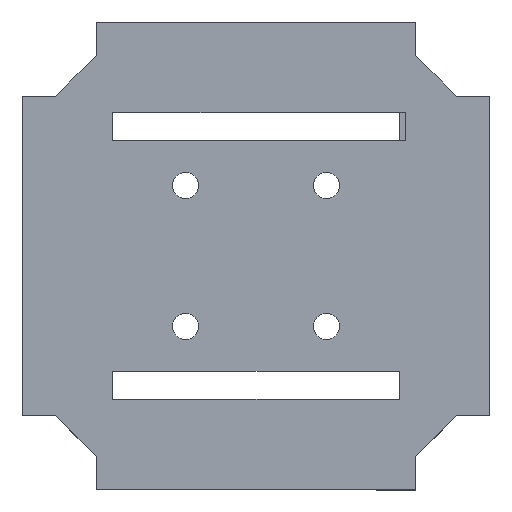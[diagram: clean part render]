
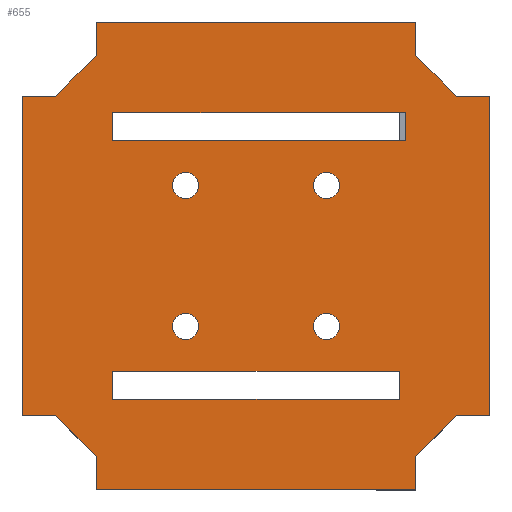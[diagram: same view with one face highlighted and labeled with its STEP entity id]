
A CAD part, top view. The second image highlights one B-rep face of the part: STEP entity #655.
In plain terms, the highlighted planar face has unit normal (0, 0, 1).
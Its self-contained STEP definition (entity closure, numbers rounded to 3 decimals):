
#19=FACE_BOUND('',#118,.T.);
#20=FACE_BOUND('',#119,.T.);
#21=FACE_BOUND('',#120,.T.);
#22=FACE_BOUND('',#121,.T.);
#23=FACE_BOUND('',#122,.T.);
#24=FACE_BOUND('',#123,.T.);
#51=PLANE('',#714);
#82=FACE_OUTER_BOUND('',#117,.T.);
#117=EDGE_LOOP('',(#574,#575,#576,#577,#578,#579,#580,#581,#582,#583,#584,
#585,#586,#587,#588,#589));
#118=EDGE_LOOP('',(#590));
#119=EDGE_LOOP('',(#591));
#120=EDGE_LOOP('',(#592));
#121=EDGE_LOOP('',(#593));
#122=EDGE_LOOP('',(#594,#595,#596,#597));
#123=EDGE_LOOP('',(#598,#599,#600,#601));
#130=LINE('',#905,#211);
#134=LINE('',#914,#215);
#138=LINE('',#922,#219);
#148=LINE('',#941,#229);
#152=LINE('',#948,#233);
#155=LINE('',#954,#236);
#156=LINE('',#955,#237);
#158=LINE('',#958,#239);
#159=LINE('',#962,#240);
#163=LINE('',#970,#244);
#166=LINE('',#976,#247);
#169=LINE('',#983,#250);
#173=LINE('',#991,#254);
#176=LINE('',#997,#257);
#179=LINE('',#1004,#260);
#183=LINE('',#1012,#264);
#186=LINE('',#1018,#267);
#189=LINE('',#1025,#270);
#193=LINE('',#1033,#274);
#196=LINE('',#1039,#277);
#199=LINE('',#1044,#280);
#201=LINE('',#1047,#282);
#203=LINE('',#1050,#284);
#205=LINE('',#1053,#286);
#211=VECTOR('',#748,10.);
#215=VECTOR('',#754,10.);
#219=VECTOR('',#760,10.);
#229=VECTOR('',#776,10.);
#233=VECTOR('',#782,10.);
#236=VECTOR('',#787,10.);
#237=VECTOR('',#788,10.);
#239=VECTOR('',#792,10.);
#240=VECTOR('',#795,10.);
#244=VECTOR('',#801,10.);
#247=VECTOR('',#806,10.);
#250=VECTOR('',#811,10.);
#254=VECTOR('',#817,10.);
#257=VECTOR('',#822,10.);
#260=VECTOR('',#827,10.);
#264=VECTOR('',#833,10.);
#267=VECTOR('',#838,10.);
#270=VECTOR('',#843,10.);
#274=VECTOR('',#849,10.);
#277=VECTOR('',#854,10.);
#280=VECTOR('',#859,10.);
#282=VECTOR('',#863,10.);
#284=VECTOR('',#867,10.);
#286=VECTOR('',#871,10.);
#289=CIRCLE('',#679,1.4);
#291=CIRCLE('',#682,1.4);
#293=CIRCLE('',#685,1.4);
#295=CIRCLE('',#688,1.4);
#297=VERTEX_POINT('',#881);
#299=VERTEX_POINT('',#887);
#301=VERTEX_POINT('',#893);
#303=VERTEX_POINT('',#899);
#304=VERTEX_POINT('',#903);
#305=VERTEX_POINT('',#904);
#308=VERTEX_POINT('',#912);
#309=VERTEX_POINT('',#913);
#312=VERTEX_POINT('',#921);
#318=VERTEX_POINT('',#939);
#320=VERTEX_POINT('',#946);
#322=VERTEX_POINT('',#952);
#323=VERTEX_POINT('',#960);
#324=VERTEX_POINT('',#961);
#327=VERTEX_POINT('',#969);
#329=VERTEX_POINT('',#975);
#331=VERTEX_POINT('',#981);
#332=VERTEX_POINT('',#982);
#335=VERTEX_POINT('',#990);
#337=VERTEX_POINT('',#996);
#339=VERTEX_POINT('',#1002);
#340=VERTEX_POINT('',#1003);
#343=VERTEX_POINT('',#1011);
#345=VERTEX_POINT('',#1017);
#347=VERTEX_POINT('',#1023);
#348=VERTEX_POINT('',#1024);
#351=VERTEX_POINT('',#1032);
#353=VERTEX_POINT('',#1038);
#357=EDGE_CURVE('',#297,#297,#289,.T.);
#360=EDGE_CURVE('',#299,#299,#291,.T.);
#363=EDGE_CURVE('',#301,#301,#293,.T.);
#366=EDGE_CURVE('',#303,#303,#295,.T.);
#367=EDGE_CURVE('',#304,#305,#130,.T.);
#371=EDGE_CURVE('',#308,#309,#134,.T.);
#375=EDGE_CURVE('',#309,#312,#138,.T.);
#385=EDGE_CURVE('',#305,#318,#148,.T.);
#389=EDGE_CURVE('',#318,#320,#152,.T.);
#392=EDGE_CURVE('',#312,#322,#155,.T.);
#393=EDGE_CURVE('',#320,#304,#156,.T.);
#395=EDGE_CURVE('',#322,#308,#158,.T.);
#396=EDGE_CURVE('',#323,#324,#159,.T.);
#400=EDGE_CURVE('',#324,#327,#163,.T.);
#403=EDGE_CURVE('',#327,#329,#166,.T.);
#406=EDGE_CURVE('',#331,#332,#169,.T.);
#410=EDGE_CURVE('',#335,#331,#173,.T.);
#413=EDGE_CURVE('',#337,#335,#176,.T.);
#416=EDGE_CURVE('',#339,#340,#179,.T.);
#420=EDGE_CURVE('',#340,#343,#183,.T.);
#423=EDGE_CURVE('',#343,#345,#186,.T.);
#426=EDGE_CURVE('',#347,#348,#189,.T.);
#430=EDGE_CURVE('',#351,#347,#193,.T.);
#433=EDGE_CURVE('',#348,#353,#196,.T.);
#436=EDGE_CURVE('',#329,#351,#199,.T.);
#438=EDGE_CURVE('',#332,#323,#201,.T.);
#440=EDGE_CURVE('',#353,#339,#203,.T.);
#442=EDGE_CURVE('',#345,#337,#205,.T.);
#574=ORIENTED_EDGE('',*,*,#436,.F.);
#575=ORIENTED_EDGE('',*,*,#403,.F.);
#576=ORIENTED_EDGE('',*,*,#400,.F.);
#577=ORIENTED_EDGE('',*,*,#396,.F.);
#578=ORIENTED_EDGE('',*,*,#438,.F.);
#579=ORIENTED_EDGE('',*,*,#406,.F.);
#580=ORIENTED_EDGE('',*,*,#410,.F.);
#581=ORIENTED_EDGE('',*,*,#413,.F.);
#582=ORIENTED_EDGE('',*,*,#442,.F.);
#583=ORIENTED_EDGE('',*,*,#423,.F.);
#584=ORIENTED_EDGE('',*,*,#420,.F.);
#585=ORIENTED_EDGE('',*,*,#416,.F.);
#586=ORIENTED_EDGE('',*,*,#440,.F.);
#587=ORIENTED_EDGE('',*,*,#433,.F.);
#588=ORIENTED_EDGE('',*,*,#426,.F.);
#589=ORIENTED_EDGE('',*,*,#430,.F.);
#590=ORIENTED_EDGE('',*,*,#357,.T.);
#591=ORIENTED_EDGE('',*,*,#360,.T.);
#592=ORIENTED_EDGE('',*,*,#363,.T.);
#593=ORIENTED_EDGE('',*,*,#366,.T.);
#594=ORIENTED_EDGE('',*,*,#393,.T.);
#595=ORIENTED_EDGE('',*,*,#367,.T.);
#596=ORIENTED_EDGE('',*,*,#385,.T.);
#597=ORIENTED_EDGE('',*,*,#389,.T.);
#598=ORIENTED_EDGE('',*,*,#371,.T.);
#599=ORIENTED_EDGE('',*,*,#375,.T.);
#600=ORIENTED_EDGE('',*,*,#392,.T.);
#601=ORIENTED_EDGE('',*,*,#395,.T.);
#655=ADVANCED_FACE('',(#82,#19,#20,#21,#22,#23,#24),#51,.T.);
#679=AXIS2_PLACEMENT_3D('',#883,#723,#724);
#682=AXIS2_PLACEMENT_3D('',#889,#730,#731);
#685=AXIS2_PLACEMENT_3D('',#895,#737,#738);
#688=AXIS2_PLACEMENT_3D('',#901,#744,#745);
#714=AXIS2_PLACEMENT_3D('',#1055,#873,#874);
#723=DIRECTION('center_axis',(0.,0.,-1.));
#724=DIRECTION('ref_axis',(-1.,0.,0.));
#730=DIRECTION('center_axis',(0.,0.,-1.));
#731=DIRECTION('ref_axis',(-1.,0.,0.));
#737=DIRECTION('center_axis',(0.,0.,-1.));
#738=DIRECTION('ref_axis',(-1.,0.,0.));
#744=DIRECTION('center_axis',(0.,0.,-1.));
#745=DIRECTION('ref_axis',(-1.,0.,0.));
#748=DIRECTION('',(1.,0.,0.));
#754=DIRECTION('',(0.,-1.,0.));
#760=DIRECTION('',(-1.,0.,0.));
#776=DIRECTION('',(0.,-1.,0.));
#782=DIRECTION('',(-1.,0.,0.));
#787=DIRECTION('',(0.,1.,0.));
#788=DIRECTION('',(0.,1.,0.));
#792=DIRECTION('',(1.,0.,0.));
#795=DIRECTION('',(0.,-1.,0.));
#801=DIRECTION('',(0.707,-0.707,0.));
#806=DIRECTION('',(1.,0.,0.));
#811=DIRECTION('',(0.,1.,0.));
#817=DIRECTION('',(0.707,0.707,0.));
#822=DIRECTION('',(1.,0.,0.));
#827=DIRECTION('',(0.,1.,0.));
#833=DIRECTION('',(-0.707,0.707,0.));
#838=DIRECTION('',(-1.,0.,0.));
#843=DIRECTION('',(-0.707,-0.707,0.));
#849=DIRECTION('',(-1.,0.,0.));
#854=DIRECTION('',(0.,-1.,0.));
#859=DIRECTION('',(0.,-1.,0.));
#863=DIRECTION('',(1.,0.,0.));
#867=DIRECTION('',(-1.,0.,0.));
#871=DIRECTION('',(0.,1.,0.));
#873=DIRECTION('center_axis',(0.,0.,1.));
#874=DIRECTION('ref_axis',(1.,0.,0.));
#881=CARTESIAN_POINT('',(-27.03,28.43,18.));
#883=CARTESIAN_POINT('Origin',(-28.43,28.43,18.));
#887=CARTESIAN_POINT('',(-12.03,13.43,18.));
#889=CARTESIAN_POINT('Origin',(-13.43,13.43,18.));
#893=CARTESIAN_POINT('',(-12.03,28.43,18.));
#895=CARTESIAN_POINT('Origin',(-13.43,28.43,18.));
#899=CARTESIAN_POINT('',(-27.03,13.43,18.));
#901=CARTESIAN_POINT('Origin',(-28.43,13.43,18.));
#903=CARTESIAN_POINT('',(-36.18,8.68,18.));
#904=CARTESIAN_POINT('',(-5.68,8.68,18.));
#905=CARTESIAN_POINT('',(-13.241,8.68,18.));
#912=CARTESIAN_POINT('',(-5.003,36.18,18.));
#913=CARTESIAN_POINT('',(-5.003,33.18,18.));
#914=CARTESIAN_POINT('',(-5.003,27.055,18.));
#921=CARTESIAN_POINT('',(-36.18,33.18,18.));
#922=CARTESIAN_POINT('',(-28.491,33.18,18.));
#939=CARTESIAN_POINT('',(-5.68,5.68,18.));
#941=CARTESIAN_POINT('',(-5.68,13.305,18.));
#946=CARTESIAN_POINT('',(-36.18,5.68,18.));
#948=CARTESIAN_POINT('',(-28.491,5.68,18.));
#952=CARTESIAN_POINT('',(-36.18,36.18,18.));
#954=CARTESIAN_POINT('',(-36.18,28.555,18.));
#955=CARTESIAN_POINT('',(-36.18,14.805,18.));
#958=CARTESIAN_POINT('',(-12.902,36.18,18.));
#960=CARTESIAN_POINT('',(-3.93,45.83,18.));
#961=CARTESIAN_POINT('',(-3.93,42.255,18.));
#962=CARTESIAN_POINT('',(-3.93,31.593,18.));
#969=CARTESIAN_POINT('',(0.395,37.93,18.));
#970=CARTESIAN_POINT('',(-0.686,39.011,18.));
#975=CARTESIAN_POINT('',(3.97,37.93,18.));
#976=CARTESIAN_POINT('',(-8.48,37.93,18.));
#981=CARTESIAN_POINT('',(-37.93,42.255,18.));
#982=CARTESIAN_POINT('',(-37.93,45.83,18.));
#983=CARTESIAN_POINT('',(-37.93,33.38,18.));
#990=CARTESIAN_POINT('',(-42.255,37.93,18.));
#991=CARTESIAN_POINT('',(-39.011,41.174,18.));
#996=CARTESIAN_POINT('',(-45.83,37.93,18.));
#997=CARTESIAN_POINT('',(-31.593,37.93,18.));
#1002=CARTESIAN_POINT('',(-37.93,-3.97,18.));
#1003=CARTESIAN_POINT('',(-37.93,-0.395,18.));
#1004=CARTESIAN_POINT('',(-37.93,10.267,18.));
#1011=CARTESIAN_POINT('',(-42.255,3.93,18.));
#1012=CARTESIAN_POINT('',(-41.174,2.849,18.));
#1017=CARTESIAN_POINT('',(-45.83,3.93,18.));
#1018=CARTESIAN_POINT('',(-33.38,3.93,18.));
#1023=CARTESIAN_POINT('',(0.395,3.93,18.));
#1024=CARTESIAN_POINT('',(-3.93,-0.395,18.));
#1025=CARTESIAN_POINT('',(-2.849,0.686,18.));
#1032=CARTESIAN_POINT('',(3.97,3.93,18.));
#1033=CARTESIAN_POINT('',(-10.267,3.93,18.));
#1038=CARTESIAN_POINT('',(-3.93,-3.97,18.));
#1039=CARTESIAN_POINT('',(-3.93,8.48,18.));
#1044=CARTESIAN_POINT('',(3.97,29.33,18.));
#1047=CARTESIAN_POINT('',(-29.33,45.83,18.));
#1050=CARTESIAN_POINT('',(-12.53,-3.97,18.));
#1053=CARTESIAN_POINT('',(-45.83,12.53,18.));
#1055=CARTESIAN_POINT('Origin',(-20.802,20.93,18.));
